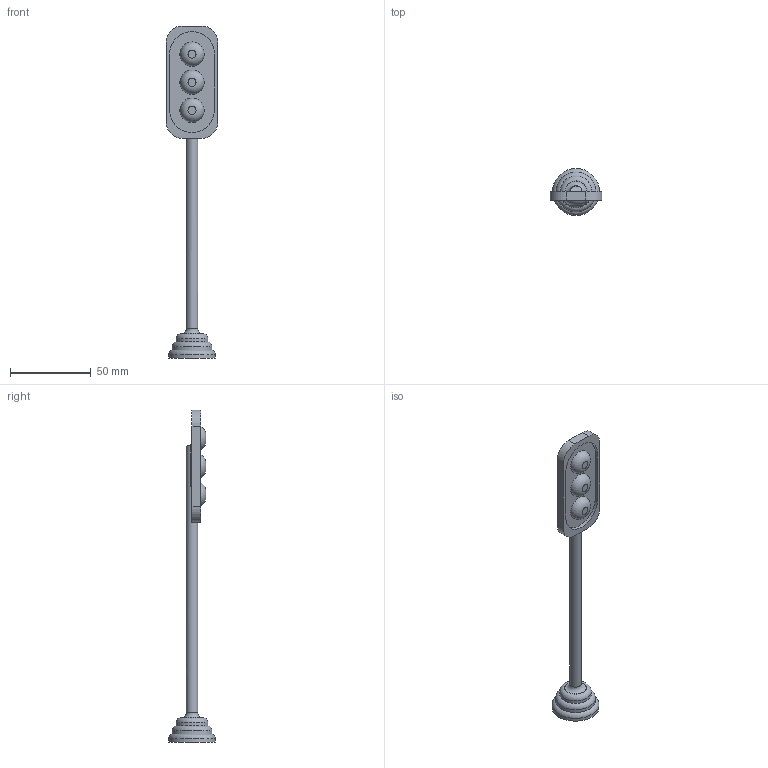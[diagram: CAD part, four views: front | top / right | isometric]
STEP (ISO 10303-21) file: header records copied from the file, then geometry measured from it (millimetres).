
FILE_DESCRIPTION(/* description */ ('STEP AP242','CAx-IF Rec.Pracs.---Representation and Presentation of Product Manufacturing Information (PMI)---4.0---2014-10-13','CAx-IF Rec.Pracs.---3D Tessellated Geometry---0.4---2014-09-14','2;1'),/* implementation_level */ '2;1');
FILE_NAME(/* name */ '68f9539d59a0d2a239e3cbee',/* time_stamp */ '2025-10-22T21:58:54Z',/* author */ (''),/* organization */ (''),/* preprocessor_version */ 'ST-DEVELOPER v20',/* originating_system */ 'ONSHAPE BY PTC INC, 1.205',/* authorisation */ ' ');
FILE_SCHEMA (('AP242_MANAGED_MODEL_BASED_3D_ENGINEERING_MIM_LF { 1 0 10303 442 1 1 4 }'));
Length unit declared in the file: metre
Products named in the file (1): Part 1
Bounding box: 31.87 x 28.99 x 205.26 mm (x, y, z)
Volume: 23286.1 mm3; surface area: 10990.5 mm2
Topology: 1 solids, 1 shells, 39 faces, 90 edges, 58 vertices
Faces by surface type: plane 21, cylinder 11, torus 7
Full cylindrical faces by diameter (mm): 7.189 x1, 19.654 x1, 24.673 x1, 28.985 x1
Entity records: 1324 total; most frequent: DIRECTION 191, CARTESIAN_POINT 183, ORIENTED_EDGE 156, EDGE_CURVE 78, AXIS2_PLACEMENT_3D 75, VERTEX_POINT 57, EDGE_LOOP 55, FACE_BOUND 55
